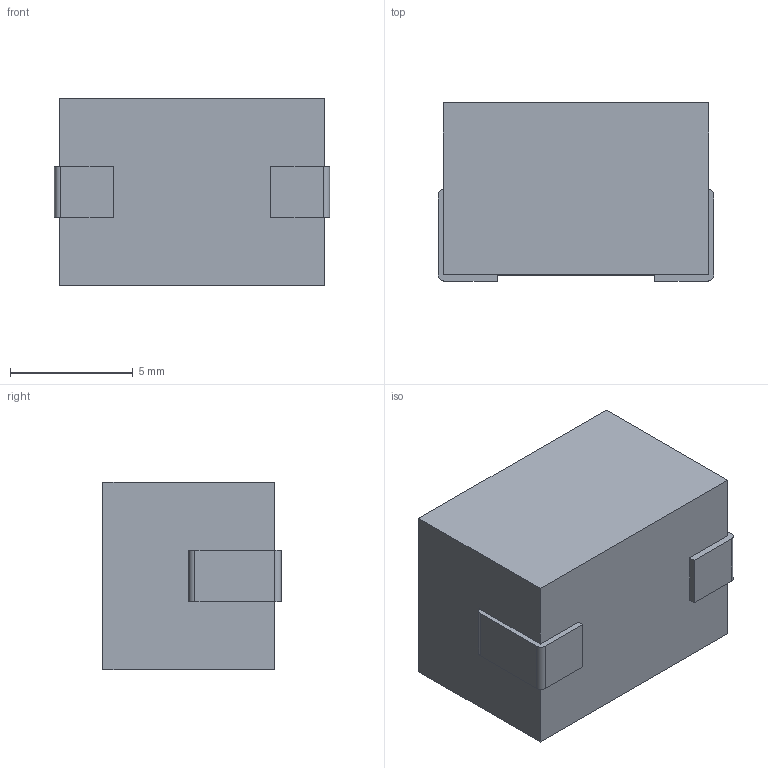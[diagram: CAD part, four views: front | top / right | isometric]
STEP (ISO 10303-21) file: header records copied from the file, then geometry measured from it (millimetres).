
FILE_DESCRIPTION (( 'STEP AP214' ), '1' );
FILE_NAME ('Coilcraft-SLC1175.STEP', '2019-01-08T12:49:34', ( '' ), ( '' ), 'SwSTEP 2.0', 'SolidWorks 2018', '' );
FILE_SCHEMA (( 'AUTOMOTIVE_DESIGN' ));
Length unit declared in the file: millimetre
Products named in the file (1): Coilcraft-SLC1175
Bounding box: 11.2 x 7.25 x 7.65 mm (x, y, z)
Volume: 583.7 mm3; surface area: 431.6 mm2
Topology: 1 solids, 1 shells, 271 faces, 688 edges, 430 vertices
Faces by surface type: bspline 205, plane 62, cylinder 4
Entity records: 13015 total; most frequent: CARTESIAN_POINT 4943, ORIENTED_EDGE 1376, EDGE_CURVE 688, VERTEX_POINT 430, DIRECTION 420, B_SPLINE_CURVE_WITH_KNOTS 410, EDGE_LOOP 282, UNCERTAINTY_MEASURE_WITH_UNIT 274
